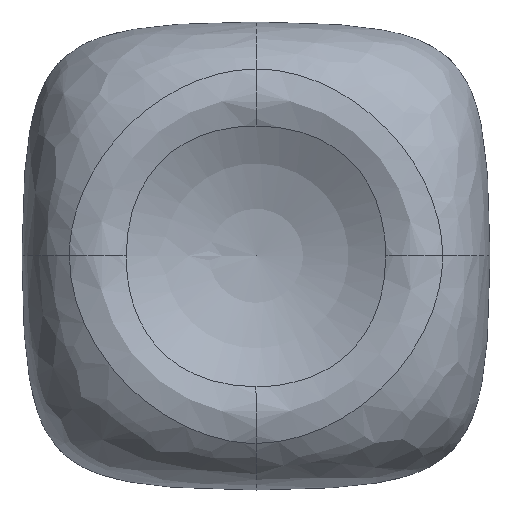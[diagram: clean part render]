
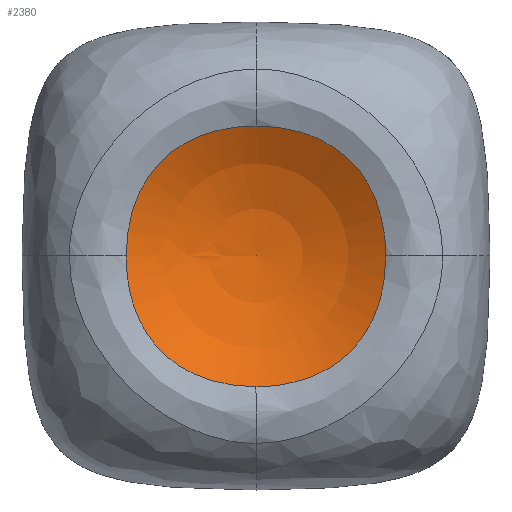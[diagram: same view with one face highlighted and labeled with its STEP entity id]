
A CAD part, top view. The second image highlights one B-rep face of the part: STEP entity #2380.
In plain terms, the highlighted spherical face has radius 9.5 mm.
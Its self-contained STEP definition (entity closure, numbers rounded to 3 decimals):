
#15=SPHERICAL_SURFACE('',#2635,9.5);
#300=FACE_OUTER_BOUND('',#451,.T.);
#451=EDGE_LOOP('',(#2109,#2110,#2111,#2112,#2113,#2114,#2115));
#656=CIRCLE('',#2636,9.5);
#768=B_SPLINE_CURVE_WITH_KNOTS('',3,(#12185,#12186,#12187,#12188,#12189,
#12190,#12191),.UNSPECIFIED.,.F.,.F.,(4,1,1,1,4),(0.,0.268,
0.536,0.804,0.938),.UNSPECIFIED.);
#770=B_SPLINE_CURVE_WITH_KNOTS('',3,(#12237,#12238,#12239,#12240,#12241,
#12242,#12243),.UNSPECIFIED.,.F.,.F.,(4,1,1,1,4),(0.,0.269,
0.538,0.807,0.942),.UNSPECIFIED.);
#772=B_SPLINE_CURVE_WITH_KNOTS('',3,(#12288,#12289,#12290,#12291,#12292,
#12293,#12294),.UNSPECIFIED.,.F.,.F.,(4,1,1,1,4),(0.,0.269,
0.404,0.673,0.942),.UNSPECIFIED.);
#773=B_SPLINE_CURVE_WITH_KNOTS('',3,(#12331,#12332,#12333,#12334),
 .UNSPECIFIED.,.F.,.F.,(4,4),(0.,0.),.UNSPECIFIED.);
#774=B_SPLINE_CURVE_WITH_KNOTS('',3,(#12335,#12336,#12337,#12338,#12339,
#12340,#12341),.UNSPECIFIED.,.F.,.F.,(4,1,1,1,4),(0.,
0.268,0.536,0.67,0.938),
 .UNSPECIFIED.);
#998=VERTEX_POINT('',#12181);
#999=VERTEX_POINT('',#12183);
#1000=VERTEX_POINT('',#12227);
#1002=VERTEX_POINT('',#12279);
#1003=VERTEX_POINT('',#12330);
#1004=VERTEX_POINT('',#12343);
#1367=EDGE_CURVE('',#999,#998,#768,.T.);
#1370=EDGE_CURVE('',#998,#1000,#770,.T.);
#1373=EDGE_CURVE('',#1000,#1002,#772,.T.);
#1374=EDGE_CURVE('',#1002,#1003,#773,.T.);
#1375=EDGE_CURVE('',#1003,#999,#774,.T.);
#1376=EDGE_CURVE('',#1004,#1003,#656,.T.);
#2109=ORIENTED_EDGE('',*,*,#1367,.F.);
#2110=ORIENTED_EDGE('',*,*,#1375,.F.);
#2111=ORIENTED_EDGE('',*,*,#1376,.F.);
#2112=ORIENTED_EDGE('',*,*,#1376,.T.);
#2113=ORIENTED_EDGE('',*,*,#1374,.F.);
#2114=ORIENTED_EDGE('',*,*,#1373,.F.);
#2115=ORIENTED_EDGE('',*,*,#1370,.F.);
#2380=ADVANCED_FACE('',(#300),#15,.F.);
#2635=AXIS2_PLACEMENT_3D('',#12342,#3163,#3164);
#2636=AXIS2_PLACEMENT_3D('',#12344,#3165,#3166);
#3163=DIRECTION('center_axis',(0.,0.,1.));
#3164=DIRECTION('ref_axis',(1.,0.,0.));
#3165=DIRECTION('center_axis',(0.,1.,0.));
#3166=DIRECTION('ref_axis',(-1.,0.,0.));
#12181=CARTESIAN_POINT('',(4.847,-0.004,4.83));
#12183=CARTESIAN_POINT('',(0.,4.847,4.83));
#12185=CARTESIAN_POINT('Ctrl Pts',(0.,4.847,
4.83));
#12186=CARTESIAN_POINT('Ctrl Pts',(0.738,4.847,4.83));
#12187=CARTESIAN_POINT('Ctrl Pts',(2.228,4.621,4.897));
#12188=CARTESIAN_POINT('Ctrl Pts',(4.077,3.251,4.952));
#12189=CARTESIAN_POINT('Ctrl Pts',(4.755,1.465,4.846));
#12190=CARTESIAN_POINT('Ctrl Pts',(4.846,0.365,4.829));
#12191=CARTESIAN_POINT('Ctrl Pts',(4.847,-0.004,
4.83));
#12227=CARTESIAN_POINT('',(0.,-4.892,4.856));
#12237=CARTESIAN_POINT('Ctrl Pts',(4.847,-0.004,
4.83));
#12238=CARTESIAN_POINT('Ctrl Pts',(4.849,-0.745,
4.831));
#12239=CARTESIAN_POINT('Ctrl Pts',(4.628,-2.241,4.904));
#12240=CARTESIAN_POINT('Ctrl Pts',(3.262,-4.102,4.968));
#12241=CARTESIAN_POINT('Ctrl Pts',(1.474,-4.798,4.872));
#12242=CARTESIAN_POINT('Ctrl Pts',(0.37,-4.892,
4.856));
#12243=CARTESIAN_POINT('Ctrl Pts',(0.,-4.892,
4.856));
#12279=CARTESIAN_POINT('',(-4.847,-0.004,4.83));
#12288=CARTESIAN_POINT('Ctrl Pts',(0.,-4.892,
4.856));
#12289=CARTESIAN_POINT('Ctrl Pts',(-0.741,-4.892,
4.856));
#12290=CARTESIAN_POINT('Ctrl Pts',(-1.857,-4.703,
4.897));
#12291=CARTESIAN_POINT('Ctrl Pts',(-3.494,-3.791,
4.959));
#12292=CARTESIAN_POINT('Ctrl Pts',(-4.625,-2.242,
4.903));
#12293=CARTESIAN_POINT('Ctrl Pts',(-4.849,-0.745,
4.831));
#12294=CARTESIAN_POINT('Ctrl Pts',(-4.847,-0.004,
4.83));
#12330=CARTESIAN_POINT('',(-4.847,0.,4.83));
#12331=CARTESIAN_POINT('Ctrl Pts',(-4.847,-0.004,
4.83));
#12332=CARTESIAN_POINT('Ctrl Pts',(-4.847,-0.003,
4.83));
#12333=CARTESIAN_POINT('Ctrl Pts',(-4.847,-0.001,
4.83));
#12334=CARTESIAN_POINT('Ctrl Pts',(-4.847,0.,
4.83));
#12335=CARTESIAN_POINT('Ctrl Pts',(-4.847,0.,
4.83));
#12336=CARTESIAN_POINT('Ctrl Pts',(-4.845,0.737,
4.829));
#12337=CARTESIAN_POINT('Ctrl Pts',(-4.617,2.226,4.895));
#12338=CARTESIAN_POINT('Ctrl Pts',(-3.486,3.766,4.944));
#12339=CARTESIAN_POINT('Ctrl Pts',(-1.851,4.666,4.875));
#12340=CARTESIAN_POINT('Ctrl Pts',(-0.738,4.847,
4.83));
#12341=CARTESIAN_POINT('Ctrl Pts',(0.,4.847,
4.83));
#12342=CARTESIAN_POINT('Origin',(0.,0.,13.));
#12343=CARTESIAN_POINT('',(0.,0.,
3.5));
#12344=CARTESIAN_POINT('Origin',(0.,0.,13.));
